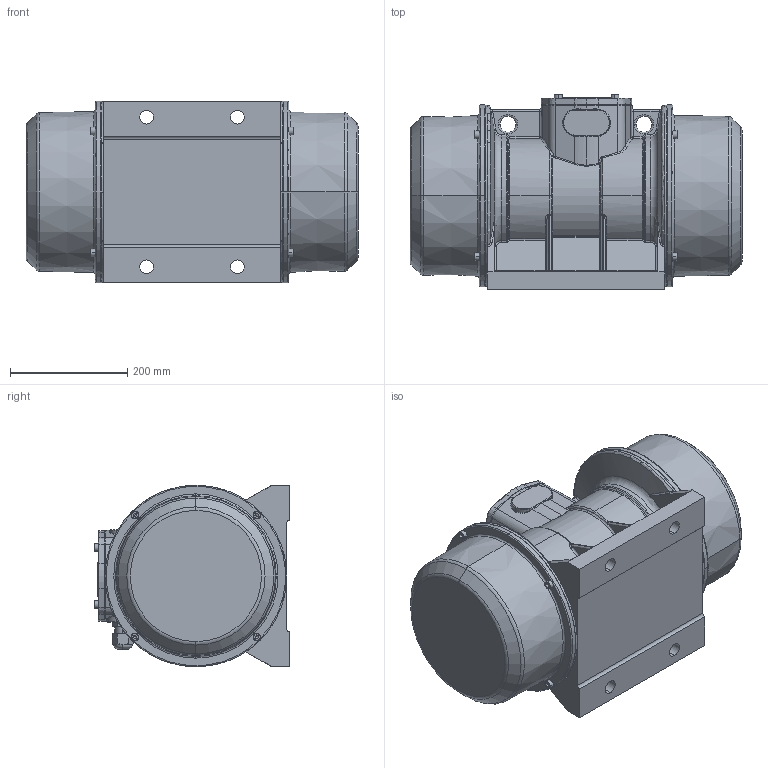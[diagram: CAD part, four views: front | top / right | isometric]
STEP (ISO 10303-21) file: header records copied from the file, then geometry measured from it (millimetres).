
FILE_DESCRIPTION (( 'STEP AP214' ), '1' );
FILE_NAME ('NEG 503400.STEP', '2011-03-03T10:32:10', ( ' ' ), ( ' ' ), 'SwSTEP 2.0', 'SolidWorks 2010', '' );
FILE_SCHEMA (( 'AUTOMOTIVE_DESIGN' ));
Length unit declared in the file: millimetre
Products named in the file (1): NEG 503400
Bounding box: 566 x 333.3 x 310 mm (x, y, z)
Volume: 18149743.5 mm3; surface area: 1442402.9 mm2
Topology: 1 solids, 14 shells, 1417 faces, 3477 edges, 1976 vertices
Faces by surface type: plane 565, cylinder 309, bspline 240, torus 163, cone 90, sphere 50
Entity records: 56516 total; most frequent: CARTESIAN_POINT 15423, ORIENTED_EDGE 6630, DIRECTION 6568, EDGE_CURVE 3315, AXIS2_PLACEMENT_3D 2579, VERTEX_POINT 1976, EDGE_LOOP 1495, ADVANCED_FACE 1417
